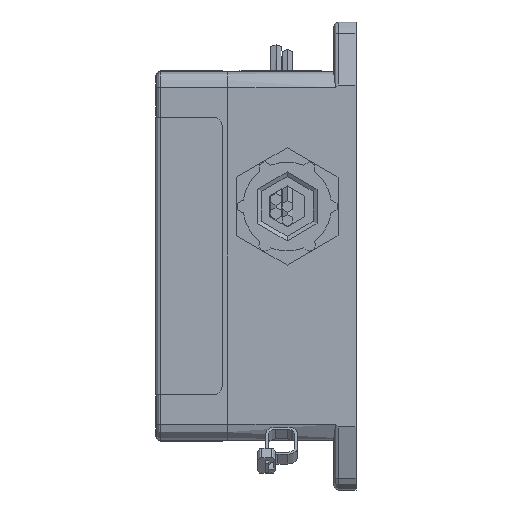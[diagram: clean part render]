
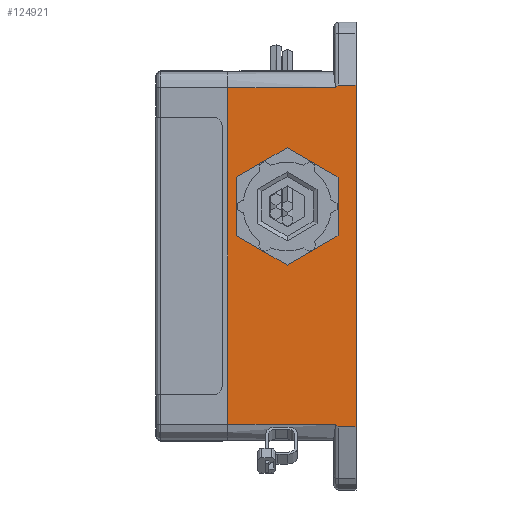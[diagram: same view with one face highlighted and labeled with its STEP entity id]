
A CAD part, left-side view. The second image highlights one B-rep face of the part: STEP entity #124921.
In plain terms, the highlighted planar face has unit normal (-1, 0, 0).
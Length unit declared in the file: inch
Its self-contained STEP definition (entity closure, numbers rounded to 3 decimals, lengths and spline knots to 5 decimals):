
#2031 = VECTOR ( 'NONE', #43241, 39.37008 ) ;
#2503 = DIRECTION ( 'NONE',  ( -1., 0., 0. ) ) ;
#3161 = ORIENTED_EDGE ( 'NONE', *, *, #175512, .T. ) ;
#4486 = CARTESIAN_POINT ( 'NONE',  ( -1.8, 0.269, -2.05 ) ) ;
#6790 = CARTESIAN_POINT ( 'NONE',  ( -1.8, 0., -2.08625 ) ) ;
#7318 = AXIS2_PLACEMENT_3D ( 'NONE', #10823, #157088, #177201 ) ;
#7340 =( BOUNDED_CURVE ( )  B_SPLINE_CURVE ( 3, ( #175900, #119518, #139686, #158180 ),
 .UNSPECIFIED., .F., .T. ) 
 B_SPLINE_CURVE_WITH_KNOTS ( ( 4, 4 ),
 ( 3.14159, 3.80808 ),
 .UNSPECIFIED. ) 
 CURVE ( )  GEOMETRIC_REPRESENTATION_ITEM ( )  RATIONAL_B_SPLINE_CURVE ( ( 1., 0.963, 0.963, 1. ) ) 
 REPRESENTATION_ITEM ( '' )  );
#9458 = VERTEX_POINT ( 'NONE', #200306 ) ;
#10823 = CARTESIAN_POINT ( 'NONE',  ( -1.8, 0.269, 2.855 ) ) ;
#11744 = CIRCLE ( 'NONE', #124358, 0.2875 ) ;
#12024 = EDGE_LOOP ( 'NONE', ( #170093, #3161, #158327, #16851, #120911, #88340, #211164, #37822 ) ) ;
#12079 = EDGE_CURVE ( 'NONE', #185392, #215590, #15496, .T. ) ;
#15055 = VECTOR ( 'NONE', #23150, 39.37008 ) ;
#15496 = LINE ( 'NONE', #6790, #58887 ) ;
#16851 = ORIENTED_EDGE ( 'NONE', *, *, #221077, .T. ) ;
#19549 = CARTESIAN_POINT ( 'NONE',  ( -1.8, 0.84, 0.605 ) ) ;
#19560 = CARTESIAN_POINT ( 'NONE',  ( -1.8, 0.24101, -2.07371 ) ) ;
#20253 = LINE ( 'NONE', #32664, #31902 ) ;
#21539 = EDGE_CURVE ( 'NONE', #94219, #202509, #7340, .T. ) ;
#23150 = DIRECTION ( 'NONE',  ( 0., -1., 0. ) ) ;
#29483 = LINE ( 'NONE', #4486, #15055 ) ;
#31902 = VECTOR ( 'NONE', #236106, 39.37008 ) ;
#32664 = CARTESIAN_POINT ( 'NONE',  ( -1.8, 1.5645, 2.25 ) ) ;
#36262 = EDGE_CURVE ( 'NONE', #9458, #213380, #213803, .T. ) ;
#37822 = ORIENTED_EDGE ( 'NONE', *, *, #183955, .T. ) ;
#38978 = CARTESIAN_POINT ( 'NONE',  ( -1.8, 0.219, -2.08625 ) ) ;
#41819 = LINE ( 'NONE', #46637, #65005 ) ;
#43241 = DIRECTION ( 'NONE',  ( 0., 1., 0. ) ) ;
#44062 = DIRECTION ( 'NONE',  ( 0., 1., 0. ) ) ;
#46637 = CARTESIAN_POINT ( 'NONE',  ( -1.8, 0., 2.855 ) ) ;
#46843 = CARTESIAN_POINT ( 'NONE',  ( -1.8, 1.5645, -2.05 ) ) ;
#48064 = AXIS2_PLACEMENT_3D ( 'NONE', #19549, #2503, #169750 ) ;
#53198 = CARTESIAN_POINT ( 'NONE',  ( -1.8, 0., 2.08625 ) ) ;
#53664 = EDGE_LOOP ( 'NONE', ( #78194, #207716 ) ) ;
#58887 = VECTOR ( 'NONE', #44062, 39.37008 ) ;
#59218 = CARTESIAN_POINT ( 'NONE',  ( -1.8, 0.84, 0.3175 ) ) ;
#65005 = VECTOR ( 'NONE', #173485, 39.37008 ) ;
#78194 = ORIENTED_EDGE ( 'NONE', *, *, #36262, .F. ) ;
#83941 = LINE ( 'NONE', #101046, #127320 ) ;
#84432 = PLANE ( 'NONE',  #7318 ) ;
#88340 = ORIENTED_EDGE ( 'NONE', *, *, #12079, .F. ) ;
#93451 =( BOUNDED_CURVE ( )  B_SPLINE_CURVE ( 3, ( #205315, #19560, #222281, #38978 ),
 .UNSPECIFIED., .F., .F. ) 
 B_SPLINE_CURVE_WITH_KNOTS ( ( 4, 4 ),
 ( 5.6167, 6.28319 ),
 .UNSPECIFIED. ) 
 CURVE ( )  GEOMETRIC_REPRESENTATION_ITEM ( )  RATIONAL_B_SPLINE_CURVE ( ( 1., 0.963, 0.963, 1. ) ) 
 REPRESENTATION_ITEM ( '' )  );
#93872 = CARTESIAN_POINT ( 'NONE',  ( -1.8, 0.24991, -2.05 ) ) ;
#94219 = VERTEX_POINT ( 'NONE', #212972 ) ;
#99148 = CARTESIAN_POINT ( 'NONE',  ( -1.8, 0.84, 0.605 ) ) ;
#101046 = CARTESIAN_POINT ( 'NONE',  ( -1.8, 0., 2.08625 ) ) ;
#104284 = CARTESIAN_POINT ( 'NONE',  ( -1.8, 0., -2.08625 ) ) ;
#106174 = VERTEX_POINT ( 'NONE', #153770 ) ;
#110249 = CARTESIAN_POINT ( 'NONE',  ( -1.8, 0.24991, 2.05 ) ) ;
#119518 = CARTESIAN_POINT ( 'NONE',  ( -1.8, 0.23032, 2.08625 ) ) ;
#120911 = ORIENTED_EDGE ( 'NONE', *, *, #131067, .T. ) ;
#124358 = AXIS2_PLACEMENT_3D ( 'NONE', #99148, #189596, #190405 ) ;
#124921 = ADVANCED_FACE ( 'NONE', ( #160257, #209329 ), #84432, .F. ) ;
#127320 = VECTOR ( 'NONE', #157553, 39.37008 ) ;
#131067 = EDGE_CURVE ( 'NONE', #182883, #215590, #93451, .T. ) ;
#136105 = VERTEX_POINT ( 'NONE', #53198 ) ;
#137375 = EDGE_CURVE ( 'NONE', #213380, #9458, #11744, .T. ) ;
#139686 = CARTESIAN_POINT ( 'NONE',  ( -1.8, 0.24101, 2.07371 ) ) ;
#151497 = CARTESIAN_POINT ( 'NONE',  ( -1.8, 0.269, 2.05 ) ) ;
#153770 = CARTESIAN_POINT ( 'NONE',  ( -1.8, 1.5645, 2.05 ) ) ;
#153908 = EDGE_CURVE ( 'NONE', #228669, #106174, #20253, .T. ) ;
#157088 = DIRECTION ( 'NONE',  ( 1., 0., 0. ) ) ;
#157553 = DIRECTION ( 'NONE',  ( 0., 1., 0. ) ) ;
#158180 = CARTESIAN_POINT ( 'NONE',  ( -1.8, 0.24991, 2.05 ) ) ;
#158327 = ORIENTED_EDGE ( 'NONE', *, *, #153908, .F. ) ;
#160257 = FACE_BOUND ( 'NONE', #53664, .T. ) ;
#169750 = DIRECTION ( 'NONE',  ( 0., 0., 1. ) ) ;
#170093 = ORIENTED_EDGE ( 'NONE', *, *, #21539, .T. ) ;
#173485 = DIRECTION ( 'NONE',  ( 0., 0., 1. ) ) ;
#175512 = EDGE_CURVE ( 'NONE', #202509, #106174, #198631, .T. ) ;
#175900 = CARTESIAN_POINT ( 'NONE',  ( -1.8, 0.219, 2.08625 ) ) ;
#177201 = DIRECTION ( 'NONE',  ( 0., 0., -1. ) ) ;
#182883 = VERTEX_POINT ( 'NONE', #93872 ) ;
#183955 = EDGE_CURVE ( 'NONE', #136105, #94219, #83941, .T. ) ;
#185392 = VERTEX_POINT ( 'NONE', #104284 ) ;
#189596 = DIRECTION ( 'NONE',  ( -1., 0., 0. ) ) ;
#190405 = DIRECTION ( 'NONE',  ( 0., 0., 1. ) ) ;
#198631 = LINE ( 'NONE', #151497, #2031 ) ;
#200306 = CARTESIAN_POINT ( 'NONE',  ( -1.8, 0.84, 0.8925 ) ) ;
#202509 = VERTEX_POINT ( 'NONE', #110249 ) ;
#205315 = CARTESIAN_POINT ( 'NONE',  ( -1.8, 0.24991, -2.05 ) ) ;
#207716 = ORIENTED_EDGE ( 'NONE', *, *, #137375, .F. ) ;
#209329 = FACE_OUTER_BOUND ( 'NONE', #12024, .T. ) ;
#211164 = ORIENTED_EDGE ( 'NONE', *, *, #238438, .T. ) ;
#212972 = CARTESIAN_POINT ( 'NONE',  ( -1.8, 0.219, 2.08625 ) ) ;
#213380 = VERTEX_POINT ( 'NONE', #59218 ) ;
#213803 = CIRCLE ( 'NONE', #48064, 0.2875 ) ;
#215590 = VERTEX_POINT ( 'NONE', #222315 ) ;
#221077 = EDGE_CURVE ( 'NONE', #228669, #182883, #29483, .T. ) ;
#222281 = CARTESIAN_POINT ( 'NONE',  ( -1.8, 0.23032, -2.08625 ) ) ;
#222315 = CARTESIAN_POINT ( 'NONE',  ( -1.8, 0.219, -2.08625 ) ) ;
#228669 = VERTEX_POINT ( 'NONE', #46843 ) ;
#236106 = DIRECTION ( 'NONE',  ( 0., 0., 1. ) ) ;
#238438 = EDGE_CURVE ( 'NONE', #185392, #136105, #41819, .T. ) ;
